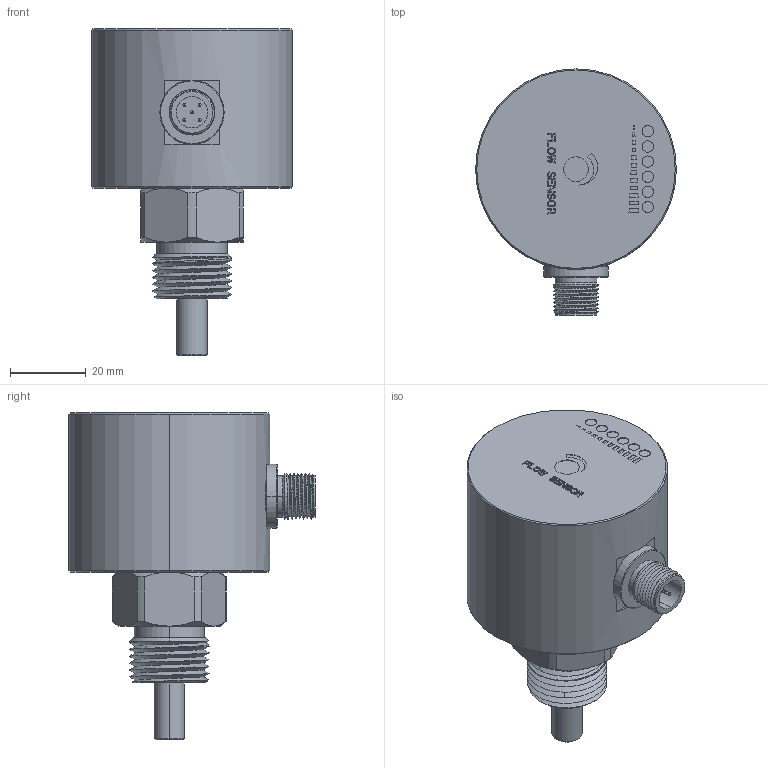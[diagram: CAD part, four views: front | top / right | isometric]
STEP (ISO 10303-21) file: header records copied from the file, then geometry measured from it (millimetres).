
FILE_DESCRIPTION((''),'2;1');
FILE_NAME('FS130_ASM_ASM','2023-03-02T',('Administrator'),(''),'CREO PARAMETRIC BY PTC INC, 2014350','CREO PARAMETRIC BY PTC INC, 2014350','');
FILE_SCHEMA(('CONFIG_CONTROL_DESIGN'));
Length unit declared in the file: millimetre
Products named in the file (5): FS130_3; G12M-30_2; KYF12J5Z-M12-O-Q_2; FS130_ASM_2_ASM; FS130_ASM_ASM
Assembly tree (4 placements, depth 3):
  FS130_ASM_ASM
    FS130_ASM_2_ASM
      FS130_3
      G12M-30_2
      KYF12J5Z-M12-O-Q_2
Bounding box: 53 x 65 x 86.5 mm (x, y, z)
Volume: 99902 mm3; surface area: 20709.4 mm2
Topology: 3 solids, 3 shells, 556 faces, 1539 edges, 1036 vertices
Faces by surface type: plane 401, cylinder 87, cone 41, bspline 15, sphere 10, torus 2
Entity records: 21108 total; most frequent: CARTESIAN_POINT 6745, ORIENTED_EDGE 3058, DIRECTION 2803, EDGE_CURVE 1529, VECTOR 1115, LINE 1115, VERTEX_POINT 1036, AXIS2_PLACEMENT_3D 844
